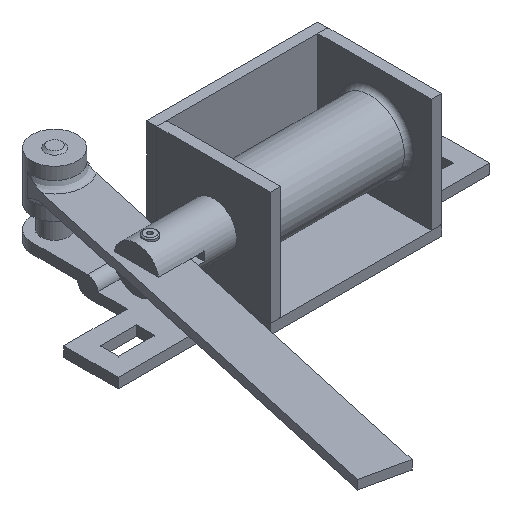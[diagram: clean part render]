
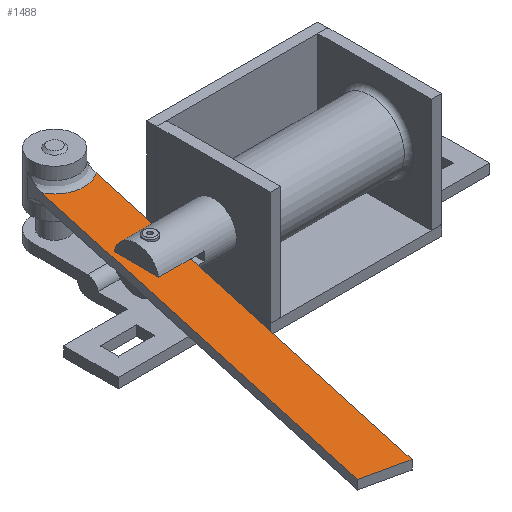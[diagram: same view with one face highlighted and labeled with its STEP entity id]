
A CAD part, isometric view. The second image highlights one B-rep face of the part: STEP entity #1488.
In plain terms, the highlighted planar face has unit normal (0, 0, 1).
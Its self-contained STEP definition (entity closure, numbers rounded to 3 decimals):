
#74=FACE_BOUND('',#294,.T.);
#117=CIRCLE('',#1622,6.5);
#125=CIRCLE('',#1635,1.5);
#197=FACE_OUTER_BOUND('',#293,.T.);
#293=EDGE_LOOP('',(#1308,#1309,#1310,#1311));
#294=EDGE_LOOP('',(#1312));
#440=LINE('',#2518,#584);
#441=LINE('',#2520,#585);
#442=LINE('',#2521,#586);
#584=VECTOR('',#2012,10.);
#585=VECTOR('',#2013,10.);
#586=VECTOR('',#2014,10.);
#712=VERTEX_POINT('',#2468);
#716=VERTEX_POINT('',#2478);
#726=VERTEX_POINT('',#2517);
#727=VERTEX_POINT('',#2519);
#728=VERTEX_POINT('',#2522);
#910=EDGE_CURVE('',#716,#712,#117,.T.);
#924=EDGE_CURVE('',#716,#726,#440,.T.);
#925=EDGE_CURVE('',#726,#727,#441,.T.);
#926=EDGE_CURVE('',#727,#712,#442,.T.);
#927=EDGE_CURVE('',#728,#728,#125,.T.);
#1308=ORIENTED_EDGE('',*,*,#910,.F.);
#1309=ORIENTED_EDGE('',*,*,#924,.T.);
#1310=ORIENTED_EDGE('',*,*,#925,.T.);
#1311=ORIENTED_EDGE('',*,*,#926,.T.);
#1312=ORIENTED_EDGE('',*,*,#927,.T.);
#1413=PLANE('',#1634);
#1488=ADVANCED_FACE('',(#197,#74),#1413,.T.);
#1622=AXIS2_PLACEMENT_3D('',#2483,#1982,#1983);
#1634=AXIS2_PLACEMENT_3D('',#2516,#2010,#2011);
#1635=AXIS2_PLACEMENT_3D('',#2523,#2015,#2016);
#1982=DIRECTION('center_axis',(0.,0.,1.));
#1983=DIRECTION('ref_axis',(-0.217,-0.976,0.));
#2010=DIRECTION('center_axis',(0.,0.,1.));
#2011=DIRECTION('ref_axis',(1.,0.,0.));
#2012=DIRECTION('',(-0.217,-0.976,0.));
#2013=DIRECTION('',(0.976,-0.217,0.));
#2014=DIRECTION('',(0.217,0.976,0.));
#2015=DIRECTION('center_axis',(0.,0.,-1.));
#2016=DIRECTION('ref_axis',(1.,0.,0.));
#2468=CARTESIAN_POINT('',(-22.82,21.861,1.));
#2478=CARTESIAN_POINT('',(-32.582,24.03,1.));
#2483=CARTESIAN_POINT('Origin',(-26.8,27.,1.));
#2516=CARTESIAN_POINT('Origin',(-37.113,-17.719,1.));
#2517=CARTESIAN_POINT('',(-52.426,-65.27,1.));
#2518=CARTESIAN_POINT('',(-52.426,-65.27,1.));
#2519=CARTESIAN_POINT('',(-42.664,-67.439,1.));
#2520=CARTESIAN_POINT('',(-52.426,-65.27,1.));
#2521=CARTESIAN_POINT('',(-21.919,25.915,1.));
#2522=CARTESIAN_POINT('',(-34.3,0.,1.));
#2523=CARTESIAN_POINT('Origin',(-32.8,0.,1.));
